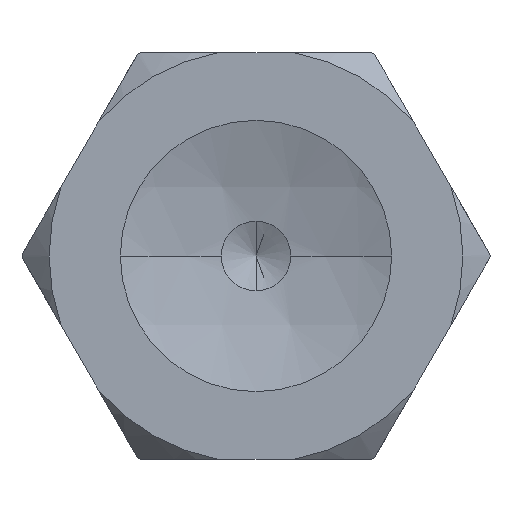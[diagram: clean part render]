
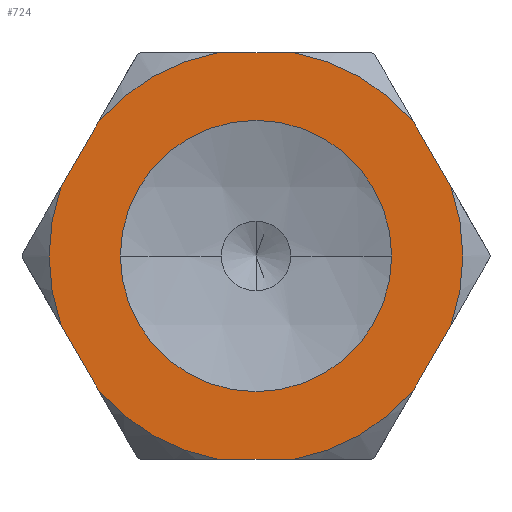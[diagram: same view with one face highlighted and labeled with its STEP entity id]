
A CAD part, front view. The second image highlights one B-rep face of the part: STEP entity #724.
In plain terms, the highlighted planar face has unit normal (0, -1, 0).
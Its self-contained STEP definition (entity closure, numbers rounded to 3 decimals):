
#11 = EDGE_CURVE ( 'NONE', #830, #71, #244, .T. ) ;
#24 = EDGE_CURVE ( 'NONE', #956, #1071, #761, .T. ) ;
#27 = DIRECTION ( 'NONE',  ( 0., 1., 0. ) ) ;
#35 = ORIENTED_EDGE ( 'NONE', *, *, #24, .T. ) ;
#43 = VERTEX_POINT ( 'NONE', #545 ) ;
#57 = CARTESIAN_POINT ( 'NONE',  ( -2.2, -10., -12. ) ) ;
#67 = CARTESIAN_POINT ( 'NONE',  ( -9.292, -10., 7.905 ) ) ;
#71 = VERTEX_POINT ( 'NONE', #645 ) ;
#78 = EDGE_CURVE ( 'NONE', #1376, #601, #1016, .T. ) ;
#134 = CIRCLE ( 'NONE', #728, 8. ) ;
#144 = EDGE_CURVE ( 'NONE', #43, #362, #134, .T. ) ;
#162 = AXIS2_PLACEMENT_3D ( 'NONE', #628, #1375, #730 ) ;
#163 = CARTESIAN_POINT ( 'NONE',  ( -13.856, -10., 0. ) ) ;
#191 = CIRCLE ( 'NONE', #528, 12.2 ) ;
#201 = CARTESIAN_POINT ( 'NONE',  ( -9.292, -10., -7.905 ) ) ;
#202 = ORIENTED_EDGE ( 'NONE', *, *, #379, .T. ) ;
#243 = AXIS2_PLACEMENT_3D ( 'NONE', #1371, #941, #310 ) ;
#244 = CIRCLE ( 'NONE', #1003, 12.2 ) ;
#245 = ORIENTED_EDGE ( 'NONE', *, *, #11, .T. ) ;
#263 = CARTESIAN_POINT ( 'NONE',  ( 2.2, -10., 12. ) ) ;
#269 = CARTESIAN_POINT ( 'NONE',  ( -11.492, -10., -4.095 ) ) ;
#279 = CARTESIAN_POINT ( 'NONE',  ( 0., -10., 0. ) ) ;
#282 = DIRECTION ( 'NONE',  ( -0.5, 0., -0.866 ) ) ;
#293 = EDGE_LOOP ( 'NONE', ( #245, #202, #775, #653, #343, #35, #820, #474, #1090, #959, #876, #534 ) ) ;
#310 = DIRECTION ( 'NONE',  ( 0., 0., -1. ) ) ;
#322 = CIRCLE ( 'NONE', #433, 8. ) ;
#324 = DIRECTION ( 'NONE',  ( 0., -1., 0. ) ) ;
#331 = AXIS2_PLACEMENT_3D ( 'NONE', #279, #1015, #384 ) ;
#343 = ORIENTED_EDGE ( 'NONE', *, *, #1282, .T. ) ;
#358 = VECTOR ( 'NONE', #368, 1000. ) ;
#360 = DIRECTION ( 'NONE',  ( 0., -1., 0. ) ) ;
#362 = VERTEX_POINT ( 'NONE', #1382 ) ;
#368 = DIRECTION ( 'NONE',  ( 1., 0., 0. ) ) ;
#379 = EDGE_CURVE ( 'NONE', #71, #652, #741, .T. ) ;
#384 = DIRECTION ( 'NONE',  ( 0., 0., -1. ) ) ;
#387 = CARTESIAN_POINT ( 'NONE',  ( 0., -10., 0. ) ) ;
#392 = FACE_OUTER_BOUND ( 'NONE', #293, .T. ) ;
#398 = EDGE_CURVE ( 'NONE', #1071, #1319, #1280, .T. ) ;
#433 = AXIS2_PLACEMENT_3D ( 'NONE', #387, #1118, #492 ) ;
#442 = DIRECTION ( 'NONE',  ( 0., -1., 0. ) ) ;
#452 = LINE ( 'NONE', #816, #1273 ) ;
#456 = VERTEX_POINT ( 'NONE', #644 ) ;
#467 = FACE_BOUND ( 'NONE', #1155, .T. ) ;
#474 = ORIENTED_EDGE ( 'NONE', *, *, #602, .T. ) ;
#475 = CARTESIAN_POINT ( 'NONE',  ( 2.2, -10., -12. ) ) ;
#486 = VECTOR ( 'NONE', #521, 1000. ) ;
#492 = DIRECTION ( 'NONE',  ( 0., 0., 1. ) ) ;
#511 = EDGE_CURVE ( 'NONE', #601, #830, #1199, .T. ) ;
#521 = DIRECTION ( 'NONE',  ( -1., 0., 0. ) ) ;
#528 = AXIS2_PLACEMENT_3D ( 'NONE', #995, #360, #1098 ) ;
#534 = ORIENTED_EDGE ( 'NONE', *, *, #511, .T. ) ;
#545 = CARTESIAN_POINT ( 'NONE',  ( 8., -10., 0. ) ) ;
#549 = CARTESIAN_POINT ( 'NONE',  ( 0., -10., 0. ) ) ;
#601 = VERTEX_POINT ( 'NONE', #57 ) ;
#602 = EDGE_CURVE ( 'NONE', #1319, #1348, #1393, .T. ) ;
#605 = VERTEX_POINT ( 'NONE', #699 ) ;
#628 = CARTESIAN_POINT ( 'NONE',  ( 0., -10., 0. ) ) ;
#644 = CARTESIAN_POINT ( 'NONE',  ( 11.492, -10., 4.095 ) ) ;
#645 = CARTESIAN_POINT ( 'NONE',  ( 9.292, -10., -7.905 ) ) ;
#652 = VERTEX_POINT ( 'NONE', #1128 ) ;
#653 = ORIENTED_EDGE ( 'NONE', *, *, #1225, .T. ) ;
#655 = DIRECTION ( 'NONE',  ( 0., 0., -1. ) ) ;
#664 = CARTESIAN_POINT ( 'NONE',  ( 0., -10., 0. ) ) ;
#693 = AXIS2_PLACEMENT_3D ( 'NONE', #958, #324, #1066 ) ;
#699 = CARTESIAN_POINT ( 'NONE',  ( 9.292, -10., 7.905 ) ) ;
#707 = CARTESIAN_POINT ( 'NONE',  ( -11.492, -10., 4.095 ) ) ;
#709 = ORIENTED_EDGE ( 'NONE', *, *, #144, .T. ) ;
#713 = CIRCLE ( 'NONE', #162, 12.2 ) ;
#724 = ADVANCED_FACE ( 'NONE', ( #467, #392 ), #1264, .T. ) ;
#728 = AXIS2_PLACEMENT_3D ( 'NONE', #664, #27, #788 ) ;
#730 = DIRECTION ( 'NONE',  ( 0., 0., -1. ) ) ;
#733 = EDGE_CURVE ( 'NONE', #652, #456, #713, .T. ) ;
#741 = LINE ( 'NONE', #1278, #988 ) ;
#743 = ORIENTED_EDGE ( 'NONE', *, *, #1048, .T. ) ;
#761 = LINE ( 'NONE', #949, #486 ) ;
#775 = ORIENTED_EDGE ( 'NONE', *, *, #733, .T. ) ;
#788 = DIRECTION ( 'NONE',  ( 0., 0., 1. ) ) ;
#812 = EDGE_CURVE ( 'NONE', #1348, #1019, #191, .T. ) ;
#816 = CARTESIAN_POINT ( 'NONE',  ( 13.856, -10., 0. ) ) ;
#820 = ORIENTED_EDGE ( 'NONE', *, *, #398, .T. ) ;
#830 = VERTEX_POINT ( 'NONE', #475 ) ;
#874 = VECTOR ( 'NONE', #1115, 1000. ) ;
#876 = ORIENTED_EDGE ( 'NONE', *, *, #78, .T. ) ;
#941 = DIRECTION ( 'NONE',  ( 0., -1., 0. ) ) ;
#949 = CARTESIAN_POINT ( 'NONE',  ( 6.928, -10., 12. ) ) ;
#956 = VERTEX_POINT ( 'NONE', #263 ) ;
#958 = CARTESIAN_POINT ( 'NONE',  ( 0., -10., 0. ) ) ;
#959 = ORIENTED_EDGE ( 'NONE', *, *, #1094, .T. ) ;
#988 = VECTOR ( 'NONE', #1269, 1000. ) ;
#995 = CARTESIAN_POINT ( 'NONE',  ( 0., -10., 0. ) ) ;
#1003 = AXIS2_PLACEMENT_3D ( 'NONE', #1075, #442, #1178 ) ;
#1015 = DIRECTION ( 'NONE',  ( 0., -1., 0. ) ) ;
#1016 = CIRCLE ( 'NONE', #1213, 12.2 ) ;
#1019 = VERTEX_POINT ( 'NONE', #269 ) ;
#1048 = EDGE_CURVE ( 'NONE', #362, #43, #322, .T. ) ;
#1066 = DIRECTION ( 'NONE',  ( 0., 0., -1. ) ) ;
#1071 = VERTEX_POINT ( 'NONE', #1230 ) ;
#1075 = CARTESIAN_POINT ( 'NONE',  ( 0., -10., 0. ) ) ;
#1090 = ORIENTED_EDGE ( 'NONE', *, *, #812, .T. ) ;
#1094 = EDGE_CURVE ( 'NONE', #1019, #1376, #1122, .T. ) ;
#1098 = DIRECTION ( 'NONE',  ( 0., 0., -1. ) ) ;
#1101 = VECTOR ( 'NONE', #282, 1000. ) ;
#1115 = DIRECTION ( 'NONE',  ( 0.5, 0., -0.866 ) ) ;
#1118 = DIRECTION ( 'NONE',  ( 0., 1., 0. ) ) ;
#1122 = LINE ( 'NONE', #163, #874 ) ;
#1128 = CARTESIAN_POINT ( 'NONE',  ( 11.492, -10., -4.095 ) ) ;
#1155 = EDGE_LOOP ( 'NONE', ( #743, #709 ) ) ;
#1178 = DIRECTION ( 'NONE',  ( 0., 0., -1. ) ) ;
#1191 = CIRCLE ( 'NONE', #331, 12.2 ) ;
#1199 = LINE ( 'NONE', #1320, #358 ) ;
#1213 = AXIS2_PLACEMENT_3D ( 'NONE', #549, #1295, #655 ) ;
#1225 = EDGE_CURVE ( 'NONE', #456, #605, #452, .T. ) ;
#1230 = CARTESIAN_POINT ( 'NONE',  ( -2.2, -10., 12. ) ) ;
#1257 = DIRECTION ( 'NONE',  ( -0.5, 0., 0.866 ) ) ;
#1264 = PLANE ( 'NONE',  #243 ) ;
#1269 = DIRECTION ( 'NONE',  ( 0.5, 0., 0.866 ) ) ;
#1273 = VECTOR ( 'NONE', #1257, 1000. ) ;
#1278 = CARTESIAN_POINT ( 'NONE',  ( 6.928, -10., -12. ) ) ;
#1280 = CIRCLE ( 'NONE', #693, 12.2 ) ;
#1282 = EDGE_CURVE ( 'NONE', #605, #956, #1191, .T. ) ;
#1295 = DIRECTION ( 'NONE',  ( 0., -1., 0. ) ) ;
#1319 = VERTEX_POINT ( 'NONE', #67 ) ;
#1320 = CARTESIAN_POINT ( 'NONE',  ( -6.928, -10., -12. ) ) ;
#1338 = CARTESIAN_POINT ( 'NONE',  ( -6.928, -10., 12. ) ) ;
#1348 = VERTEX_POINT ( 'NONE', #707 ) ;
#1371 = CARTESIAN_POINT ( 'NONE',  ( -13.8, -10., 0. ) ) ;
#1375 = DIRECTION ( 'NONE',  ( 0., -1., 0. ) ) ;
#1376 = VERTEX_POINT ( 'NONE', #201 ) ;
#1382 = CARTESIAN_POINT ( 'NONE',  ( -8., -10., 0. ) ) ;
#1393 = LINE ( 'NONE', #1338, #1101 ) ;
